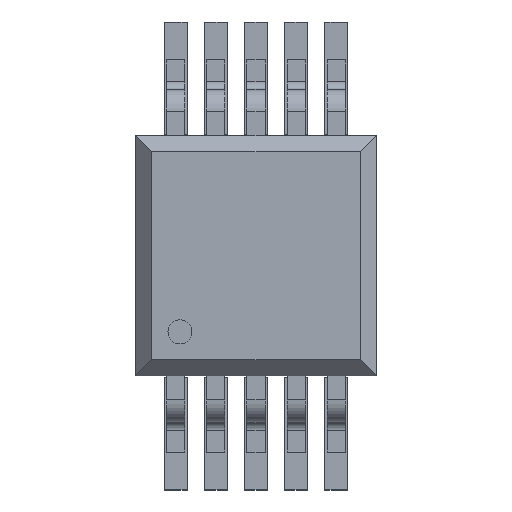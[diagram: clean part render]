
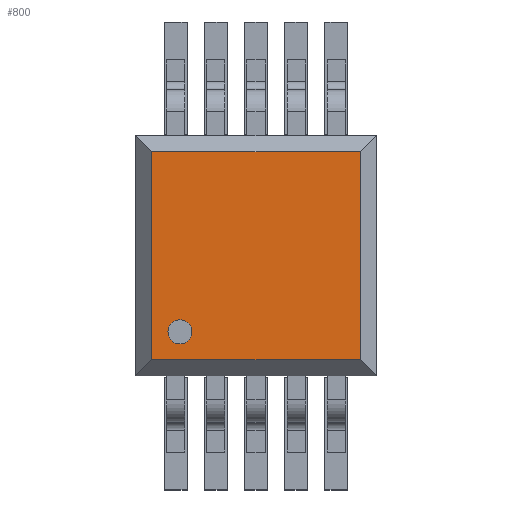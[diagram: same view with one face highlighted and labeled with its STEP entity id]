
A CAD part, top view. The second image highlights one B-rep face of the part: STEP entity #800.
In plain terms, the highlighted planar face has unit normal (0, 0, 1).
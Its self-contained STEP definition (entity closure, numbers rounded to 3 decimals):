
#419=CIRCLE('',#4227,0.15);
#420=CIRCLE('',#4228,0.15);
#800=ADVANCED_FACE('',(#991,#992),#957,.T.);
#957=PLANE('',#4229);
#991=FACE_BOUND('',#1206,.T.);
#992=FACE_BOUND('',#1207,.T.);
#1206=EDGE_LOOP('',(#2223,#2224,#2225,#2226));
#1207=EDGE_LOOP('',(#2227,#2228));
#2223=ORIENTED_EDGE('',*,*,#2607,.F.);
#2224=ORIENTED_EDGE('',*,*,#2604,.T.);
#2225=ORIENTED_EDGE('',*,*,#2612,.T.);
#2226=ORIENTED_EDGE('',*,*,#2610,.F.);
#2227=ORIENTED_EDGE('',*,*,#3087,.F.);
#2228=ORIENTED_EDGE('',*,*,#3088,.F.);
#2263=VERTEX_POINT('',#5280);
#2264=VERTEX_POINT('',#5282);
#2266=VERTEX_POINT('',#5288);
#2268=VERTEX_POINT('',#5294);
#2575=VERTEX_POINT('',#6268);
#2576=VERTEX_POINT('',#6269);
#2604=EDGE_CURVE('',#2264,#2263,#3118,.T.);
#2607=EDGE_CURVE('',#2264,#2266,#3121,.T.);
#2610=EDGE_CURVE('',#2266,#2268,#3124,.T.);
#2612=EDGE_CURVE('',#2263,#2268,#3126,.T.);
#3087=EDGE_CURVE('',#2575,#2576,#419,.T.);
#3088=EDGE_CURVE('',#2576,#2575,#420,.T.);
#3118=LINE('',#5281,#3548);
#3121=LINE('',#5287,#3551);
#3124=LINE('',#5293,#3554);
#3126=LINE('',#5297,#3556);
#3548=VECTOR('',#4264,1.);
#3551=VECTOR('',#4269,1.);
#3554=VECTOR('',#4274,1.);
#3556=VECTOR('',#4278,1.);
#4227=AXIS2_PLACEMENT_3D('',#6267,#5211,#5212);
#4228=AXIS2_PLACEMENT_3D('',#6270,#5213,#5214);
#4229=AXIS2_PLACEMENT_3D('',#6271,#5215,#5216);
#4264=DIRECTION('',(1.,0.,0.));
#4269=DIRECTION('',(0.,1.,0.));
#4274=DIRECTION('',(1.,0.,0.));
#4278=DIRECTION('',(0.,1.,0.));
#5211=DIRECTION('',(0.,0.,1.));
#5212=DIRECTION('',(0.,-1.,0.));
#5213=DIRECTION('',(0.,0.,1.));
#5214=DIRECTION('',(0.,1.,0.));
#5215=DIRECTION('',(0.,0.,1.));
#5216=DIRECTION('',(-1.,0.,0.));
#5280=CARTESIAN_POINT('',(1.3,-1.3,1.176));
#5281=CARTESIAN_POINT('',(-1.3,-1.3,1.176));
#5282=CARTESIAN_POINT('',(-1.3,-1.3,1.176));
#5287=CARTESIAN_POINT('',(-1.3,-1.3,1.176));
#5288=CARTESIAN_POINT('',(-1.3,1.3,1.176));
#5293=CARTESIAN_POINT('',(-1.3,1.3,1.176));
#5294=CARTESIAN_POINT('',(1.3,1.3,1.176));
#5297=CARTESIAN_POINT('',(1.3,-1.3,1.176));
#6267=CARTESIAN_POINT('',(-0.95,-0.95,1.176));
#6268=CARTESIAN_POINT('',(-0.95,-1.1,1.176));
#6269=CARTESIAN_POINT('',(-0.95,-0.8,1.176));
#6270=CARTESIAN_POINT('',(-0.95,-0.95,1.176));
#6271=CARTESIAN_POINT('',(-1.3,-1.5,1.176));
